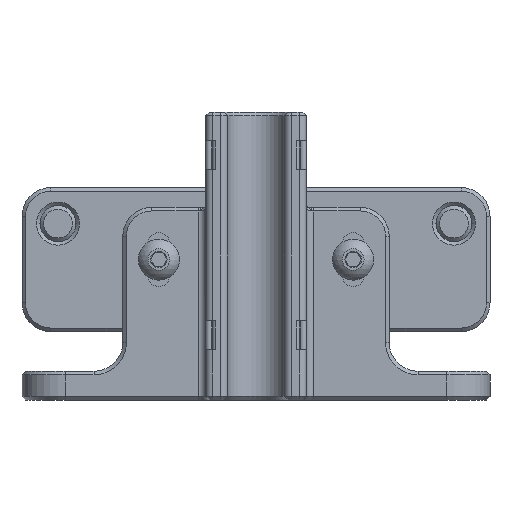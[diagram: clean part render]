
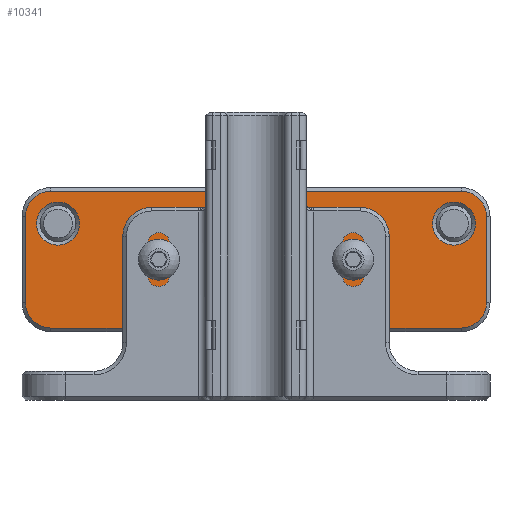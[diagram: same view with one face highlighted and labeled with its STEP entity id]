
A CAD part, left-side view. The second image highlights one B-rep face of the part: STEP entity #10341.
In plain terms, the highlighted planar face has unit normal (-1, 0, 0).
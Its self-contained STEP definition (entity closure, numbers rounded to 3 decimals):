
#398=ELLIPSE('',#11270,2.442,2.);
#399=ELLIPSE('',#11271,2.442,2.);
#426=FACE_BOUND('',#2534,.T.);
#427=FACE_BOUND('',#2535,.T.);
#428=FACE_BOUND('',#2536,.T.);
#429=FACE_BOUND('',#2537,.T.);
#952=PLANE('',#11269);
#1339=CIRCLE('',#11255,3.5);
#1341=CIRCLE('',#11259,3.5);
#1343=CIRCLE('',#11263,3.5);
#1345=CIRCLE('',#11267,3.5);
#1346=CIRCLE('',#11272,3.);
#1347=CIRCLE('',#11273,2.75);
#1348=CIRCLE('',#11274,2.75);
#1349=CIRCLE('',#11275,3.);
#1919=FACE_OUTER_BOUND('',#2533,.T.);
#2533=EDGE_LOOP('',(#9062,#9063,#9064,#9065,#9066,#9067,#9068,#9069,#9070,
#9071,#9072,#9073,#9074,#9075));
#2534=EDGE_LOOP('',(#9076));
#2535=EDGE_LOOP('',(#9077));
#2536=EDGE_LOOP('',(#9078));
#2537=EDGE_LOOP('',(#9079));
#3225=LINE('',#20828,#3906);
#3228=LINE('',#20839,#3909);
#3232=LINE('',#20851,#3913);
#3236=LINE('',#20863,#3917);
#3239=LINE('',#20871,#3920);
#3240=LINE('',#20874,#3921);
#3241=LINE('',#20878,#3922);
#3242=LINE('',#20881,#3923);
#3906=VECTOR('',#13485,10.);
#3909=VECTOR('',#13496,10.);
#3913=VECTOR('',#13508,10.);
#3917=VECTOR('',#13520,10.);
#3920=VECTOR('',#13531,10.);
#3921=VECTOR('',#13534,10.);
#3922=VECTOR('',#13537,10.);
#3923=VECTOR('',#13540,10.);
#4940=VERTEX_POINT('',#20798);
#4946=VERTEX_POINT('',#20822);
#4947=VERTEX_POINT('',#20826);
#4949=VERTEX_POINT('',#20832);
#4951=VERTEX_POINT('',#20837);
#4953=VERTEX_POINT('',#20844);
#4955=VERTEX_POINT('',#20849);
#4957=VERTEX_POINT('',#20856);
#4959=VERTEX_POINT('',#20861);
#4960=VERTEX_POINT('',#20867);
#4961=VERTEX_POINT('',#20873);
#4962=VERTEX_POINT('',#20875);
#4963=VERTEX_POINT('',#20877);
#4964=VERTEX_POINT('',#20879);
#4965=VERTEX_POINT('',#20882);
#4966=VERTEX_POINT('',#20884);
#4967=VERTEX_POINT('',#20886);
#4968=VERTEX_POINT('',#20888);
#6344=EDGE_CURVE('',#4947,#4946,#3225,.T.);
#6347=EDGE_CURVE('',#4949,#4947,#1339,.T.);
#6349=EDGE_CURVE('',#4951,#4949,#3228,.T.);
#6353=EDGE_CURVE('',#4953,#4951,#1341,.T.);
#6355=EDGE_CURVE('',#4955,#4953,#3232,.T.);
#6359=EDGE_CURVE('',#4957,#4955,#1343,.T.);
#6361=EDGE_CURVE('',#4959,#4957,#3236,.T.);
#6365=EDGE_CURVE('',#4960,#4959,#1345,.T.);
#6366=EDGE_CURVE('',#4940,#4960,#3239,.T.);
#6367=EDGE_CURVE('',#4961,#4940,#3240,.T.);
#6368=EDGE_CURVE('',#4962,#4961,#398,.T.);
#6369=EDGE_CURVE('',#4963,#4962,#3241,.T.);
#6370=EDGE_CURVE('',#4964,#4963,#399,.T.);
#6371=EDGE_CURVE('',#4946,#4964,#3242,.T.);
#6372=EDGE_CURVE('',#4965,#4965,#1346,.T.);
#6373=EDGE_CURVE('',#4966,#4966,#1347,.T.);
#6374=EDGE_CURVE('',#4967,#4967,#1348,.T.);
#6375=EDGE_CURVE('',#4968,#4968,#1349,.T.);
#9062=ORIENTED_EDGE('',*,*,#6344,.F.);
#9063=ORIENTED_EDGE('',*,*,#6347,.F.);
#9064=ORIENTED_EDGE('',*,*,#6349,.F.);
#9065=ORIENTED_EDGE('',*,*,#6353,.F.);
#9066=ORIENTED_EDGE('',*,*,#6355,.F.);
#9067=ORIENTED_EDGE('',*,*,#6359,.F.);
#9068=ORIENTED_EDGE('',*,*,#6361,.F.);
#9069=ORIENTED_EDGE('',*,*,#6365,.F.);
#9070=ORIENTED_EDGE('',*,*,#6366,.F.);
#9071=ORIENTED_EDGE('',*,*,#6367,.F.);
#9072=ORIENTED_EDGE('',*,*,#6368,.F.);
#9073=ORIENTED_EDGE('',*,*,#6369,.F.);
#9074=ORIENTED_EDGE('',*,*,#6370,.F.);
#9075=ORIENTED_EDGE('',*,*,#6371,.F.);
#9076=ORIENTED_EDGE('',*,*,#6372,.F.);
#9077=ORIENTED_EDGE('',*,*,#6373,.T.);
#9078=ORIENTED_EDGE('',*,*,#6374,.T.);
#9079=ORIENTED_EDGE('',*,*,#6375,.F.);
#10341=ADVANCED_FACE('',(#1919,#426,#427,#428,#429),#952,.T.);
#11255=AXIS2_PLACEMENT_3D('',#20834,#13491,#13492);
#11259=AXIS2_PLACEMENT_3D('',#20846,#13503,#13504);
#11263=AXIS2_PLACEMENT_3D('',#20858,#13515,#13516);
#11267=AXIS2_PLACEMENT_3D('',#20869,#13527,#13528);
#11269=AXIS2_PLACEMENT_3D('',#20872,#13532,#13533);
#11270=AXIS2_PLACEMENT_3D('',#20876,#13535,#13536);
#11271=AXIS2_PLACEMENT_3D('',#20880,#13538,#13539);
#11272=AXIS2_PLACEMENT_3D('',#20883,#13541,#13542);
#11273=AXIS2_PLACEMENT_3D('',#20885,#13543,#13544);
#11274=AXIS2_PLACEMENT_3D('',#20887,#13545,#13546);
#11275=AXIS2_PLACEMENT_3D('',#20889,#13547,#13548);
#13485=DIRECTION('',(0.,1.,0.));
#13491=DIRECTION('center_axis',(1.,0.,0.));
#13492=DIRECTION('ref_axis',(0.,-0.707,-0.707));
#13496=DIRECTION('',(0.,0.,-1.));
#13503=DIRECTION('center_axis',(1.,0.,0.));
#13504=DIRECTION('ref_axis',(0.,-0.707,0.707));
#13508=DIRECTION('',(0.,-1.,0.));
#13515=DIRECTION('center_axis',(1.,0.,0.));
#13516=DIRECTION('ref_axis',(0.,0.707,0.707));
#13520=DIRECTION('',(0.,0.,1.));
#13527=DIRECTION('center_axis',(1.,0.,0.));
#13528=DIRECTION('ref_axis',(0.,0.707,-0.707));
#13531=DIRECTION('',(0.,1.,0.));
#13532=DIRECTION('center_axis',(-1.,0.,0.));
#13533=DIRECTION('ref_axis',(0.,0.,1.));
#13534=DIRECTION('',(0.,0.,-1.));
#13535=DIRECTION('center_axis',(-1.,0.,0.));
#13536=DIRECTION('ref_axis',(0.,1.,0.));
#13537=DIRECTION('',(0.,1.,0.));
#13538=DIRECTION('center_axis',(-1.,0.,0.));
#13539=DIRECTION('ref_axis',(0.,-1.,0.));
#13540=DIRECTION('',(0.,0.,1.));
#13541=DIRECTION('center_axis',(-1.,0.,0.));
#13542=DIRECTION('ref_axis',(0.,1.,0.));
#13543=DIRECTION('center_axis',(1.,0.,0.));
#13544=DIRECTION('ref_axis',(0.,-1.,0.));
#13545=DIRECTION('center_axis',(1.,0.,0.));
#13546=DIRECTION('ref_axis',(0.,-1.,0.));
#13547=DIRECTION('center_axis',(-1.,0.,0.));
#13548=DIRECTION('ref_axis',(0.,1.,0.));
#20798=CARTESIAN_POINT('',(-14.,5.919,10.));
#20822=CARTESIAN_POINT('',(-14.,-5.919,10.));
#20826=CARTESIAN_POINT('',(-14.,-28.5,10.));
#20828=CARTESIAN_POINT('',(-14.,16.25,10.));
#20832=CARTESIAN_POINT('',(-14.,-32.,13.5));
#20834=CARTESIAN_POINT('Origin',(-14.,-28.5,13.5));
#20837=CARTESIAN_POINT('',(-14.,-32.,25.5));
#20839=CARTESIAN_POINT('',(-14.,-32.,14.5));
#20844=CARTESIAN_POINT('',(-14.,-28.5,29.));
#20846=CARTESIAN_POINT('Origin',(-14.,-28.5,25.5));
#20849=CARTESIAN_POINT('',(-14.,28.5,29.));
#20851=CARTESIAN_POINT('',(-14.,-16.25,29.));
#20856=CARTESIAN_POINT('',(-14.,32.,25.5));
#20858=CARTESIAN_POINT('Origin',(-14.,28.5,25.5));
#20861=CARTESIAN_POINT('',(-14.,32.,13.5));
#20863=CARTESIAN_POINT('',(-14.,32.,24.5));
#20867=CARTESIAN_POINT('',(-14.,28.5,10.));
#20869=CARTESIAN_POINT('Origin',(-14.,28.5,13.5));
#20871=CARTESIAN_POINT('',(-14.,16.25,10.));
#20872=CARTESIAN_POINT('Origin',(-14.,0.,19.5));
#20873=CARTESIAN_POINT('',(-14.,5.919,25.5));
#20874=CARTESIAN_POINT('',(-14.,5.919,9.75));
#20875=CARTESIAN_POINT('',(-14.,3.477,27.5));
#20876=CARTESIAN_POINT('Origin',(-14.,3.477,25.5));
#20877=CARTESIAN_POINT('',(-14.,-3.477,27.5));
#20878=CARTESIAN_POINT('',(-14.,0.,27.5));
#20879=CARTESIAN_POINT('',(-14.,-5.919,25.5));
#20880=CARTESIAN_POINT('Origin',(-14.,-3.477,25.5));
#20881=CARTESIAN_POINT('',(-14.,-5.919,9.75));
#20882=CARTESIAN_POINT('',(-14.,24.5,24.5));
#20883=CARTESIAN_POINT('Origin',(-14.,27.5,24.5));
#20884=CARTESIAN_POINT('',(-14.,16.25,19.5));
#20885=CARTESIAN_POINT('Origin',(-14.,13.5,19.5));
#20886=CARTESIAN_POINT('',(-14.,-10.75,19.5));
#20887=CARTESIAN_POINT('Origin',(-14.,-13.5,19.5));
#20888=CARTESIAN_POINT('',(-14.,-30.5,24.5));
#20889=CARTESIAN_POINT('Origin',(-14.,-27.5,24.5));
